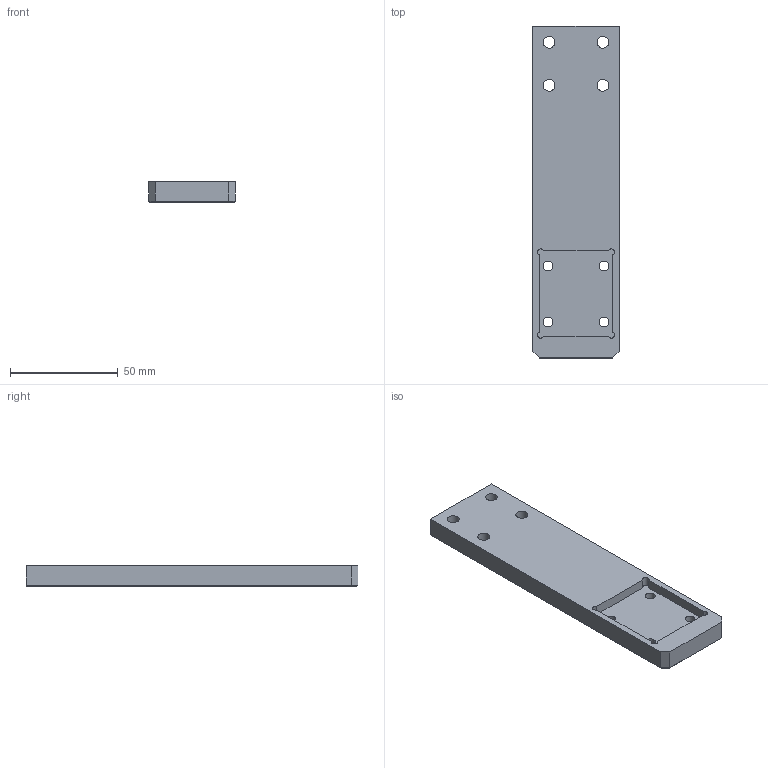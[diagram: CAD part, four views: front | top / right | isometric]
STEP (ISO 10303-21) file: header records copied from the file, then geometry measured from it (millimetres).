
FILE_DESCRIPTION(/* description */ ('Fixador Patins','CAx-IF Rec.Pracs.---Representation and Presentation of Product Manufacturing Information (PMI)---4.0---2014-10-13'),/* implementation_level */ '2;1');
FILE_NAME(/* name */ 'MD05-00-003 - Fixador Patins.stp',/* time_stamp */ '2025-09-15T11:23:01-04:00',/* author */ ('wandr'),/* organization */ ('ELGIN'),/* preprocessor_version */ 'ST-DEVELOPER v20.1',/* originating_system */ 'Autodesk Inventor 2026',/* authorisation */ '');
FILE_SCHEMA (('AP242_MANAGED_MODEL_BASED_3D_ENGINEERING_MIM_LF { 1 0 10303 442 2 1 4 }'));
Length unit declared in the file: millimetre
Products named in the file (1): MD05-00-003
Bounding box: 40 x 154 x 9.5 mm (x, y, z)
Volume: 49594.8 mm3; surface area: 17469.5 mm2
Topology: 1 solids, 1 shells, 54 faces, 125 edges, 82 vertices
Faces by surface type: plane 26, cylinder 20, cone 8
Full cylindrical faces by diameter (mm): 4.5 x4, 5.5 x4, 8.5 x4, 10.2 x4
Entity records: 1867 total; most frequent: DIRECTION 331, CARTESIAN_POINT 318, ORIENTED_EDGE 250, AXIS2_PLACEMENT_3D 131, EDGE_CURVE 125, VERTEX_POINT 82, EDGE_LOOP 79, LINE 69
